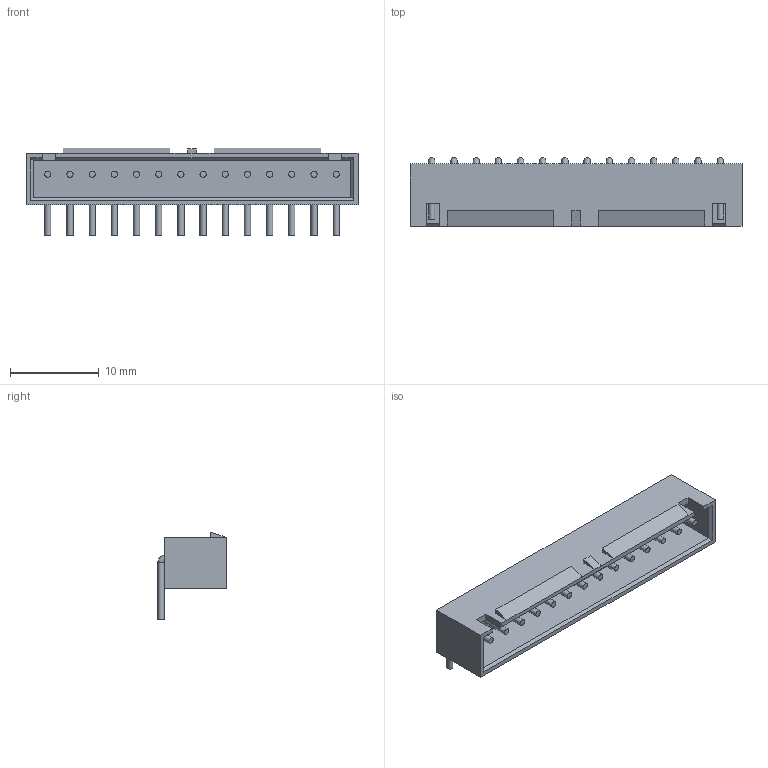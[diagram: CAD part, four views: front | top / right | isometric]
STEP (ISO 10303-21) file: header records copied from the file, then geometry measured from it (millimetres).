
FILE_DESCRIPTION(/* description */ (''),/* implementation_level */ '2;1');
FILE_NAME(/* name */ 'SMAW250-14P.stp',/* time_stamp */ '2020-02-18T14:55:29+09:00',/* author */ ('TO'),/* organization */ (''),/* preprocessor_version */ 'ST-DEVELOPER v18',/* originating_system */ 'Autodesk Inventor 2020',/* authorisation */ '');
FILE_SCHEMA (('AUTOMOTIVE_DESIGN { 1 0 10303 214 3 1 1 }'));
Length unit declared in the file: millimetre
Products named in the file (1): SMAW250-14P
Bounding box: 37.4 x 7.7 x 9.9 mm (x, y, z)
Volume: 841.8 mm3; surface area: 1858.2 mm2
Topology: 15 solids, 15 shells, 106 faces, 274 edges, 198 vertices
Faces by surface type: plane 64, cylinder 28, torus 14
Full cylindrical faces by diameter (mm): 0.7 x28
Entity records: 3425 total; most frequent: DIRECTION 642, CARTESIAN_POINT 579, ORIENTED_EDGE 548, EDGE_CURVE 274, AXIS2_PLACEMENT_3D 261, VERTEX_POINT 198, CIRCLE 154, LINE 120
